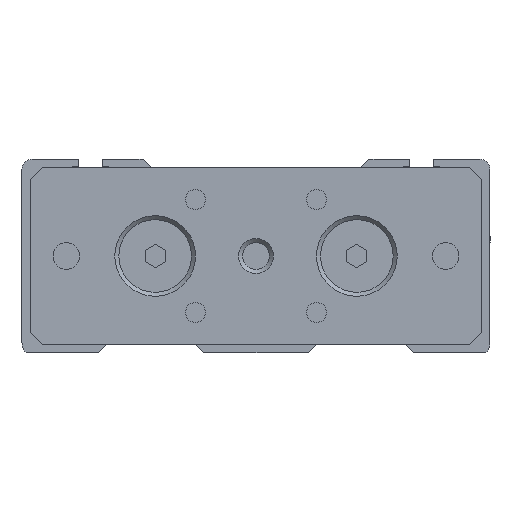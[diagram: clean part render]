
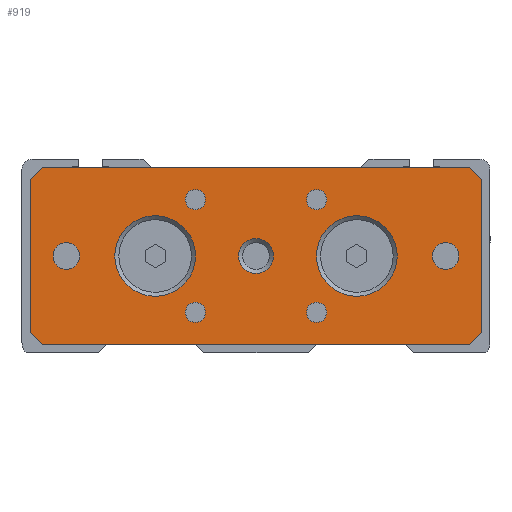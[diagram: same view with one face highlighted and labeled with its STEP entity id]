
A CAD part, left-side view. The second image highlights one B-rep face of the part: STEP entity #919.
In plain terms, the highlighted planar face has unit normal (-1, 0, 0).
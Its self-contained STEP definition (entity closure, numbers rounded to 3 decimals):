
#620=CARTESIAN_POINT('',(-8.,-244.5,5.));
#621=VERTEX_POINT('Vertex33',#620);
#622=CARTESIAN_POINT('',(-8.,-244.5,-5.));
#623=VERTEX_POINT('Vertex354',#622);
#624=CARTESIAN_POINT('',(-8.,-244.5,0.));
#625=DIRECTION('',(1.,0.,0.));
#626=DIRECTION('',(0.,0.,1.));
#627=AXIS2_PLACEMENT_3D('',#624,#625,#626);
#628=CIRCLE('nurbsCrv599',#627,5.);
#629=EDGE_CURVE('Edge500',#621,#623,#628,.T.);
#631=CARTESIAN_POINT('',(-8.,-244.5,0.));
#632=DIRECTION('',(1.,0.,0.));
#633=DIRECTION('',(0.,0.,-1.));
#634=AXIS2_PLACEMENT_3D('',#631,#632,#633);
#635=CIRCLE('nurbsCrv600',#634,5.);
#636=EDGE_CURVE('Edge501',#623,#621,#635,.T.);
#676=CARTESIAN_POINT('',(-8.,-232.,2.15));
#677=VERTEX_POINT('Vertex35',#676);
#678=CARTESIAN_POINT('',(-8.,-232.,-2.15));
#679=VERTEX_POINT('Vertex356',#678);
#680=CARTESIAN_POINT('',(-8.,-232.,0.));
#681=DIRECTION('',(1.,0.,0.));
#682=DIRECTION('',(0.,0.,1.));
#683=AXIS2_PLACEMENT_3D('',#680,#681,#682);
#684=CIRCLE('nurbsCrv615',#683,2.15);
#685=EDGE_CURVE('Edge505',#677,#679,#684,.T.);
#687=CARTESIAN_POINT('',(-8.,-232.,0.));
#688=DIRECTION('',(1.,0.,0.));
#689=DIRECTION('',(0.,0.,-1.));
#690=AXIS2_PLACEMENT_3D('',#687,#688,#689);
#691=CIRCLE('nurbsCrv616',#690,2.15);
#692=EDGE_CURVE('Edge506',#679,#677,#691,.T.);
#740=CARTESIAN_POINT('',(-8.,-219.5,5.));
#741=VERTEX_POINT('Vertex37',#740);
#742=CARTESIAN_POINT('',(-8.,-219.5,-5.));
#743=VERTEX_POINT('Vertex358',#742);
#744=CARTESIAN_POINT('',(-8.,-219.5,0.));
#745=DIRECTION('',(1.,0.,0.));
#746=DIRECTION('',(0.,0.,1.));
#747=AXIS2_PLACEMENT_3D('',#744,#745,#746);
#748=CIRCLE('nurbsCrv637',#747,5.);
#749=EDGE_CURVE('Edge510',#741,#743,#748,.T.);
#751=CARTESIAN_POINT('',(-8.,-219.5,0.));
#752=DIRECTION('',(1.,0.,0.));
#753=DIRECTION('',(0.,0.,-1.));
#754=AXIS2_PLACEMENT_3D('',#751,#752,#753);
#755=CIRCLE('nurbsCrv638',#754,5.);
#756=EDGE_CURVE('Edge511',#743,#741,#755,.T.);
#770=CARTESIAN_POINT('',(-8.,-258.5,-11.));
#771=VERTEX_POINT('Vertex39',#770);
#772=CARTESIAN_POINT('',(-8.,-260.,-9.5));
#773=VERTEX_POINT('Vertex38',#772);
#774=CARTESIAN_POINT('',(-8.,-259.25,-10.25));
#775=DIRECTION('',(0.,-0.707,0.707));
#776=VECTOR('',#775,1.);
#777=LINE('nurbsCrv50',#774,#776);
#778=EDGE_CURVE('Edge50',#771,#773,#777,.T.);
#779=ORIENTED_EDGE('Edgeuse94',*,*,#778,.T.);
#780=CARTESIAN_POINT('',(-8.,-260.,9.5));
#781=VERTEX_POINT('Vertex40',#780);
#782=CARTESIAN_POINT('',(-8.,-260.,0.));
#783=DIRECTION('',(0.,0.,1.));
#784=VECTOR('',#783,1.);
#785=LINE('nurbsCrv51',#782,#784);
#786=EDGE_CURVE('Edge51',#773,#781,#785,.T.);
#787=ORIENTED_EDGE('Edgeuse95',*,*,#786,.T.);
#788=CARTESIAN_POINT('',(-8.,-258.5,11.));
#789=VERTEX_POINT('Vertex41',#788);
#790=CARTESIAN_POINT('',(-8.,-259.25,10.25));
#791=DIRECTION('',(0.,0.707,0.707));
#792=VECTOR('',#791,1.);
#793=LINE('nurbsCrv52',#790,#792);
#794=EDGE_CURVE('Edge52',#781,#789,#793,.T.);
#795=ORIENTED_EDGE('Edgeuse96',*,*,#794,.T.);
#796=CARTESIAN_POINT('',(-8.,-205.5,11.));
#797=VERTEX_POINT('Vertex42',#796);
#798=CARTESIAN_POINT('',(-8.,-232.,11.));
#799=DIRECTION('',(0.,1.,0.));
#800=VECTOR('',#799,1.);
#801=LINE('nurbsCrv53',#798,#800);
#802=EDGE_CURVE('Edge53',#789,#797,#801,.T.);
#803=ORIENTED_EDGE('Edgeuse97',*,*,#802,.T.);
#804=CARTESIAN_POINT('',(-8.,-204.,9.5));
#805=VERTEX_POINT('Vertex43',#804);
#806=CARTESIAN_POINT('',(-8.,-204.75,10.25));
#807=DIRECTION('',(0.,0.707,-0.707));
#808=VECTOR('',#807,1.);
#809=LINE('nurbsCrv54',#806,#808);
#810=EDGE_CURVE('Edge54',#797,#805,#809,.T.);
#811=ORIENTED_EDGE('Edgeuse98',*,*,#810,.T.);
#812=CARTESIAN_POINT('',(-8.,-204.,-9.5));
#813=VERTEX_POINT('Vertex44',#812);
#814=CARTESIAN_POINT('',(-8.,-204.,0.));
#815=DIRECTION('',(0.,0.,-1.));
#816=VECTOR('',#815,1.);
#817=LINE('nurbsCrv55',#814,#816);
#818=EDGE_CURVE('Edge55',#805,#813,#817,.T.);
#819=ORIENTED_EDGE('Edgeuse99',*,*,#818,.T.);
#820=CARTESIAN_POINT('',(-8.,-205.5,-11.));
#821=VERTEX_POINT('Vertex45',#820);
#822=CARTESIAN_POINT('',(-8.,-204.75,-10.25));
#823=DIRECTION('',(0.,-0.707,-0.707));
#824=VECTOR('',#823,1.);
#825=LINE('nurbsCrv56',#822,#824);
#826=EDGE_CURVE('Edge56',#813,#821,#825,.T.);
#827=ORIENTED_EDGE('Edgeuse100',*,*,#826,.T.);
#828=CARTESIAN_POINT('',(-8.,-232.,-11.));
#829=DIRECTION('',(0.,-1.,0.));
#830=VECTOR('',#829,1.);
#831=LINE('nurbsCrv57',#828,#830);
#832=EDGE_CURVE('Edge57',#821,#771,#831,.T.);
#833=ORIENTED_EDGE('Edgeuse101',*,*,#832,.T.);
#834=EDGE_LOOP('',(#779,#787,#795,#803,#811,#819,#827,#833));
#835=FACE_OUTER_BOUND('',#834,.T.);
#836=CARTESIAN_POINT('',(-8.,-224.5,8.25));
#837=VERTEX_POINT('Vertex46',#836);
#838=CARTESIAN_POINT('',(-8.,-224.5,7.));
#839=DIRECTION('',(-1.,0.,0.));
#840=DIRECTION('',(0.,0.,1.));
#841=AXIS2_PLACEMENT_3D('',#838,#839,#840);
#842=CIRCLE('nurbsCrv58',#841,1.25);
#843=EDGE_CURVE('Edge58',#837,#837,#842,.T.);
#844=ORIENTED_EDGE('Edgeuse102',*,*,#843,.F.);
#845=EDGE_LOOP('',(#844));
#846=FACE_BOUND('',#845,.T.);
#847=CARTESIAN_POINT('',(-8.,-208.5,1.65));
#848=VERTEX_POINT('Vertex47',#847);
#849=CARTESIAN_POINT('',(-8.,-208.5,0.));
#850=DIRECTION('',(-1.,0.,0.));
#851=DIRECTION('',(0.,0.,1.));
#852=AXIS2_PLACEMENT_3D('',#849,#850,#851);
#853=CIRCLE('nurbsCrv59',#852,1.65);
#854=EDGE_CURVE('Edge59',#848,#848,#853,.T.);
#855=ORIENTED_EDGE('Edgeuse103',*,*,#854,.F.);
#856=EDGE_LOOP('',(#855));
#857=FACE_BOUND('',#856,.T.);
#858=CARTESIAN_POINT('',(-8.,-224.5,-5.75));
#859=VERTEX_POINT('Vertex48',#858);
#860=CARTESIAN_POINT('',(-8.,-224.5,-7.));
#861=DIRECTION('',(-1.,0.,0.));
#862=DIRECTION('',(0.,0.,1.));
#863=AXIS2_PLACEMENT_3D('',#860,#861,#862);
#864=CIRCLE('nurbsCrv60',#863,1.25);
#865=EDGE_CURVE('Edge60',#859,#859,#864,.T.);
#866=ORIENTED_EDGE('Edgeuse104',*,*,#865,.F.);
#867=EDGE_LOOP('',(#866));
#868=FACE_BOUND('',#867,.T.);
#869=CARTESIAN_POINT('',(-8.,-239.5,-5.75));
#870=VERTEX_POINT('Vertex49',#869);
#871=CARTESIAN_POINT('',(-8.,-239.5,-7.));
#872=DIRECTION('',(-1.,0.,0.));
#873=DIRECTION('',(0.,0.,1.));
#874=AXIS2_PLACEMENT_3D('',#871,#872,#873);
#875=CIRCLE('nurbsCrv61',#874,1.25);
#876=EDGE_CURVE('Edge61',#870,#870,#875,.T.);
#877=ORIENTED_EDGE('Edgeuse105',*,*,#876,.F.);
#878=EDGE_LOOP('',(#877));
#879=FACE_BOUND('',#878,.T.);
#880=CARTESIAN_POINT('',(-8.,-239.5,8.25));
#881=VERTEX_POINT('Vertex50',#880);
#882=CARTESIAN_POINT('',(-8.,-239.5,7.));
#883=DIRECTION('',(-1.,0.,0.));
#884=DIRECTION('',(0.,0.,1.));
#885=AXIS2_PLACEMENT_3D('',#882,#883,#884);
#886=CIRCLE('nurbsCrv62',#885,1.25);
#887=EDGE_CURVE('Edge62',#881,#881,#886,.T.);
#888=ORIENTED_EDGE('Edgeuse106',*,*,#887,.F.);
#889=EDGE_LOOP('',(#888));
#890=FACE_BOUND('',#889,.T.);
#891=CARTESIAN_POINT('',(-8.,-255.5,1.65));
#892=VERTEX_POINT('Vertex51',#891);
#893=CARTESIAN_POINT('',(-8.,-255.5,0.));
#894=DIRECTION('',(-1.,0.,0.));
#895=DIRECTION('',(0.,0.,1.));
#896=AXIS2_PLACEMENT_3D('',#893,#894,#895);
#897=CIRCLE('nurbsCrv63',#896,1.65);
#898=EDGE_CURVE('Edge63',#892,#892,#897,.T.);
#899=ORIENTED_EDGE('Edgeuse107',*,*,#898,.F.);
#900=EDGE_LOOP('',(#899));
#901=FACE_BOUND('',#900,.T.);
#902=ORIENTED_EDGE('Edgeuse1020',*,*,#749,.T.);
#903=ORIENTED_EDGE('Edgeuse1022',*,*,#756,.T.);
#904=EDGE_LOOP('',(#902,#903));
#905=FACE_BOUND('',#904,.T.);
#906=ORIENTED_EDGE('Edgeuse1010',*,*,#685,.T.);
#907=ORIENTED_EDGE('Edgeuse1012',*,*,#692,.T.);
#908=EDGE_LOOP('',(#906,#907));
#909=FACE_BOUND('',#908,.T.);
#910=ORIENTED_EDGE('Edgeuse1000',*,*,#629,.T.);
#911=ORIENTED_EDGE('Edgeuse1002',*,*,#636,.T.);
#912=EDGE_LOOP('',(#910,#911));
#913=FACE_BOUND('',#912,.T.);
#914=CARTESIAN_POINT('',(-8.,-232.,0.));
#915=DIRECTION('',(-1.,0.,0.));
#916=DIRECTION('',(0.,0.,1.));
#917=AXIS2_PLACEMENT_3D('',#914,#915,#916);
#918=PLANE('nurbsSrf26',#917);
#919=ADVANCED_FACE('Face26',(#835,#846,#857,#868,#879,#890,#901,#905,#909,#913)
,#918,.T.);
